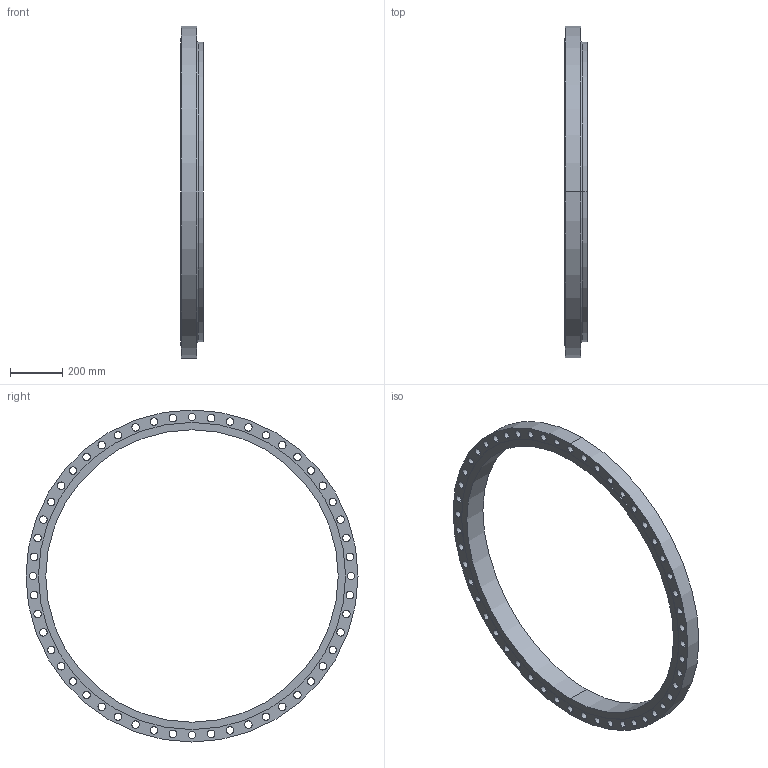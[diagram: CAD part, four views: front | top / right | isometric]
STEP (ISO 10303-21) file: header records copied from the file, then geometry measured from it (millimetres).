
FILE_DESCRIPTION (( 'STEP AP203' ), '1' );
FILE_NAME ('44_150_B1647B_RF_SOF.STEP', '2024-01-12T03:29:50', ( '' ), ( '' ), 'SwSTEP 2.0', 'SolidWorks 2023', '' );
FILE_SCHEMA (( 'CONFIG_CONTROL_DESIGN' ));
Length unit declared in the file: inch
Products named in the file (1): 44_150_B1647B_RF_SOF
Bounding box: 87.31 x 1276.35 x 1276.35 mm (x, y, z)
Volume: 16813214.7 mm3; surface area: 1427710.5 mm2
Topology: 1 solids, 1 shells, 118 faces, 340 edges, 226 vertices
Faces by surface type: cylinder 112, plane 4, torus 2
Entity records: 4307 total; most frequent: DIRECTION 806, CARTESIAN_POINT 685, ORIENTED_EDGE 680, AXIS2_PLACEMENT_3D 347, EDGE_CURVE 340, CIRCLE 228, VERTEX_POINT 226, EDGE_LOOP 226
